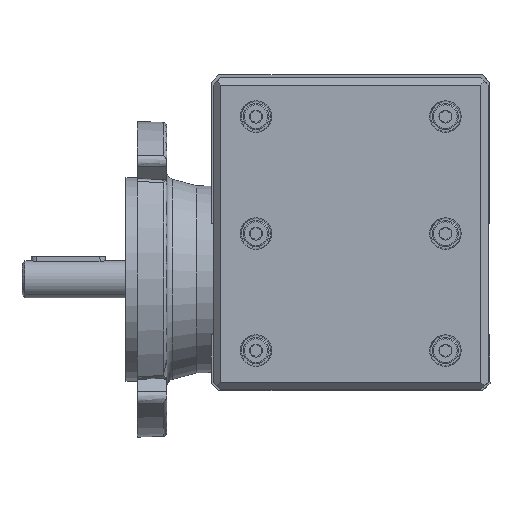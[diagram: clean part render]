
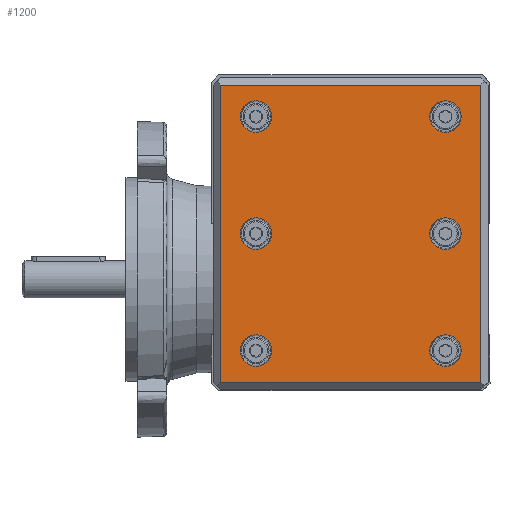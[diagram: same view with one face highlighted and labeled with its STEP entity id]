
A CAD part, top view. The second image highlights one B-rep face of the part: STEP entity #1200.
In plain terms, the highlighted planar face has unit normal (0, 0, 1).
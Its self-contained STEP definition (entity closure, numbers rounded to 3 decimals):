
#1200 = ADVANCED_FACE( '', ( #2628, #2629, #2630, #2631, #2632, #2633, #2634 ), #2635, .F. );
#2628 = FACE_OUTER_BOUND( '', #4366, .T. );
#2629 = FACE_BOUND( '', #4367, .T. );
#2630 = FACE_BOUND( '', #4368, .T. );
#2631 = FACE_BOUND( '', #4369, .T. );
#2632 = FACE_BOUND( '', #4370, .T. );
#2633 = FACE_BOUND( '', #4371, .T. );
#2634 = FACE_BOUND( '', #4372, .T. );
#2635 = PLANE( '', #4373 );
#4366 = EDGE_LOOP( '', ( #7445, #7446, #7447, #7448 ) );
#4367 = EDGE_LOOP( '', ( #7449 ) );
#4368 = EDGE_LOOP( '', ( #7450 ) );
#4369 = EDGE_LOOP( '', ( #7451 ) );
#4370 = EDGE_LOOP( '', ( #7452 ) );
#4371 = EDGE_LOOP( '', ( #7453 ) );
#4372 = EDGE_LOOP( '', ( #7454 ) );
#4373 = AXIS2_PLACEMENT_3D( '', #7455, #7456, #7457 );
#7445 = ORIENTED_EDGE( '', *, *, #8229, .T. );
#7446 = ORIENTED_EDGE( '', *, *, #8873, .T. );
#7447 = ORIENTED_EDGE( '', *, *, #8840, .T. );
#7448 = ORIENTED_EDGE( '', *, *, #8444, .T. );
#7449 = ORIENTED_EDGE( '', *, *, #8514, .F. );
#7450 = ORIENTED_EDGE( '', *, *, #8767, .F. );
#7451 = ORIENTED_EDGE( '', *, *, #8848, .F. );
#7452 = ORIENTED_EDGE( '', *, *, #8076, .F. );
#7453 = ORIENTED_EDGE( '', *, *, #8573, .F. );
#7454 = ORIENTED_EDGE( '', *, *, #8099, .F. );
#7455 = CARTESIAN_POINT( '', ( 116.241, 385.728, 12. ) );
#7456 = DIRECTION( '', ( 0., 0., -1. ) );
#7457 = DIRECTION( '', ( 0., -1., 0. ) );
#8076 = EDGE_CURVE( '', #9512, #9512, #9513, .T. );
#8099 = EDGE_CURVE( '', #9552, #9552, #9553, .T. );
#8229 = EDGE_CURVE( '', #9764, #9765, #9766, .T. );
#8444 = EDGE_CURVE( '', #10094, #9764, #10095, .T. );
#8514 = EDGE_CURVE( '', #10202, #10202, #10203, .T. );
#8573 = EDGE_CURVE( '', #10286, #10286, #10287, .T. );
#8767 = EDGE_CURVE( '', #10551, #10551, #10552, .T. );
#8840 = EDGE_CURVE( '', #10639, #10094, #10640, .T. );
#8848 = EDGE_CURVE( '', #10649, #10649, #10650, .T. );
#8873 = EDGE_CURVE( '', #9765, #10639, #10677, .T. );
#9512 = VERTEX_POINT( '', #13734 );
#9513 = CIRCLE( '', #13735, 4.227 );
#9552 = VERTEX_POINT( '', #13813 );
#9553 = CIRCLE( '', #13814, 4.227 );
#9764 = VERTEX_POINT( '', #14495 );
#9765 = VERTEX_POINT( '', #14496 );
#9766 = LINE( '', #14497, #14498 );
#10094 = VERTEX_POINT( '', #15772 );
#10095 = LINE( '', #15773, #15774 );
#10202 = VERTEX_POINT( '', #16136 );
#10203 = CIRCLE( '', #16137, 4.227 );
#10286 = VERTEX_POINT( '', #16546 );
#10287 = CIRCLE( '', #16547, 4.227 );
#10551 = VERTEX_POINT( '', #17449 );
#10552 = CIRCLE( '', #17450, 4.227 );
#10639 = VERTEX_POINT( '', #17899 );
#10640 = LINE( '', #17900, #17901 );
#10649 = VERTEX_POINT( '', #17912 );
#10650 = CIRCLE( '', #17913, 4.227 );
#10677 = LINE( '', #17971, #17972 );
#13734 = CARTESIAN_POINT( '', ( 37.669, 240.549, 12. ) );
#13735 = AXIS2_PLACEMENT_3D( '', #18726, #18727, #18728 );
#13813 = CARTESIAN_POINT( '', ( -13.331, 272.049, 12. ) );
#13814 = AXIS2_PLACEMENT_3D( '', #18768, #18769, #18770 );
#14495 = CARTESIAN_POINT( '', ( -22.831, 276.322, 12. ) );
#14496 = CARTESIAN_POINT( '', ( -22.831, 196.322, 12. ) );
#14497 = CARTESIAN_POINT( '', ( -22.831, 385.728, 12. ) );
#14498 = VECTOR( '', #18918, 1000. );
#15772 = CARTESIAN_POINT( '', ( 47.169, 276.322, 12. ) );
#15773 = CARTESIAN_POINT( '', ( 116.241, 276.322, 12. ) );
#15774 = VECTOR( '', #19134, 1000. );
#16136 = CARTESIAN_POINT( '', ( -13.331, 209.049, 12. ) );
#16137 = AXIS2_PLACEMENT_3D( '', #19220, #19221, #19222 );
#16546 = CARTESIAN_POINT( '', ( 37.669, 209.049, 12. ) );
#16547 = AXIS2_PLACEMENT_3D( '', #19273, #19274, #19275 );
#17449 = CARTESIAN_POINT( '', ( 37.669, 272.049, 12. ) );
#17450 = AXIS2_PLACEMENT_3D( '', #19456, #19457, #19458 );
#17899 = CARTESIAN_POINT( '', ( 47.169, 196.322, 12. ) );
#17900 = CARTESIAN_POINT( '', ( 47.169, 385.728, 12. ) );
#17901 = VECTOR( '', #19512, 1000. );
#17912 = CARTESIAN_POINT( '', ( -13.331, 240.549, 12. ) );
#17913 = AXIS2_PLACEMENT_3D( '', #19518, #19519, #19520 );
#17971 = CARTESIAN_POINT( '', ( 116.241, 196.322, 12. ) );
#17972 = VECTOR( '', #19531, 1000. );
#18726 = CARTESIAN_POINT( '', ( 37.669, 236.322, 12. ) );
#18727 = DIRECTION( '', ( 0., 0., 1. ) );
#18728 = DIRECTION( '', ( 0., 1., 0. ) );
#18768 = CARTESIAN_POINT( '', ( -13.331, 267.822, 12. ) );
#18769 = DIRECTION( '', ( 0., 0., 1. ) );
#18770 = DIRECTION( '', ( 0., 1., 0. ) );
#18918 = DIRECTION( '', ( 0., -1., 0. ) );
#19134 = DIRECTION( '', ( -1., 0., 0. ) );
#19220 = CARTESIAN_POINT( '', ( -13.331, 204.822, 12. ) );
#19221 = DIRECTION( '', ( 0., 0., 1. ) );
#19222 = DIRECTION( '', ( 0., 1., 0. ) );
#19273 = CARTESIAN_POINT( '', ( 37.669, 204.822, 12. ) );
#19274 = DIRECTION( '', ( 0., 0., 1. ) );
#19275 = DIRECTION( '', ( 0., 1., 0. ) );
#19456 = CARTESIAN_POINT( '', ( 37.669, 267.822, 12. ) );
#19457 = DIRECTION( '', ( 0., 0., 1. ) );
#19458 = DIRECTION( '', ( 0., 1., 0. ) );
#19512 = DIRECTION( '', ( 0., 1., 0. ) );
#19518 = CARTESIAN_POINT( '', ( -13.331, 236.322, 12. ) );
#19519 = DIRECTION( '', ( 0., 0., 1. ) );
#19520 = DIRECTION( '', ( 0., 1., 0. ) );
#19531 = DIRECTION( '', ( 1., 0., 0. ) );
